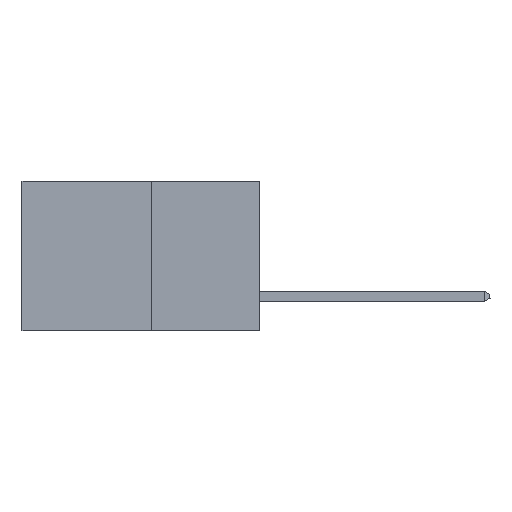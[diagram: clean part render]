
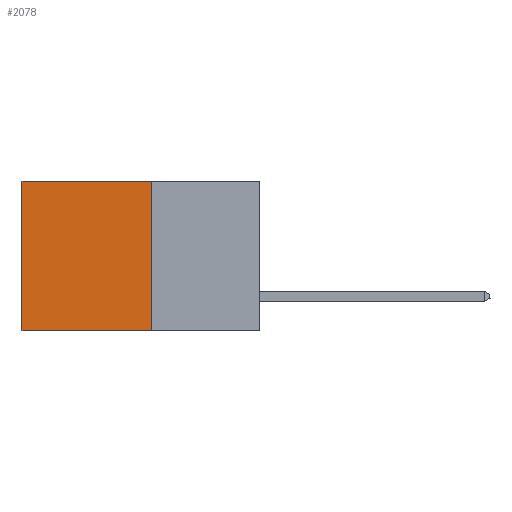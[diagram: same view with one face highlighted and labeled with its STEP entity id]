
A CAD part, left-side view. The second image highlights one B-rep face of the part: STEP entity #2078.
In plain terms, the highlighted planar face has unit normal (-1, 0, 0).
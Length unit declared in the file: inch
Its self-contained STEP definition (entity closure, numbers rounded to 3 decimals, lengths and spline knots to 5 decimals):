
#421 = DIRECTION ( 'NONE',  ( 0., 1., 0. ) ) ;
#657 = LINE ( 'NONE', #2674, #11877 ) ;
#929 = VECTOR ( 'NONE', #421, 39.37008 ) ;
#972 = CARTESIAN_POINT ( 'NONE',  ( 0.277, 0.59, 0. ) ) ;
#1432 = EDGE_CURVE ( 'NONE', #13683, #3646, #3970, .T. ) ;
#1488 = DIRECTION ( 'NONE',  ( 1., 0., 0. ) ) ;
#1573 = DIRECTION ( 'NONE',  ( 0., 0., -1. ) ) ;
#1644 = CARTESIAN_POINT ( 'NONE',  ( 0.277, 0.27, 0. ) ) ;
#2078 = ADVANCED_FACE ( 'NONE', ( #7076 ), #13951, .F. ) ;
#2674 = CARTESIAN_POINT ( 'NONE',  ( 0.277, 0.27, -0.37 ) ) ;
#2740 = EDGE_LOOP ( 'NONE', ( #3994, #4031, #4036, #4045 ) ) ;
#3646 = VERTEX_POINT ( 'NONE', #7727 ) ;
#3970 = LINE ( 'NONE', #10168, #929 ) ;
#3994 = ORIENTED_EDGE ( 'NONE', *, *, #11559, .T. ) ;
#4031 = ORIENTED_EDGE ( 'NONE', *, *, #1432, .F. ) ;
#4036 = ORIENTED_EDGE ( 'NONE', *, *, #12009, .F. ) ;
#4045 = ORIENTED_EDGE ( 'NONE', *, *, #6503, .T. ) ;
#5592 = DIRECTION ( 'NONE',  ( 0., 1., 0. ) ) ;
#6503 = EDGE_CURVE ( 'NONE', #8601, #12233, #13616, .T. ) ;
#7076 = FACE_OUTER_BOUND ( 'NONE', #2740, .T. ) ;
#7451 = CARTESIAN_POINT ( 'NONE',  ( 0.277, 0.59, -0.37 ) ) ;
#7727 = CARTESIAN_POINT ( 'NONE',  ( 0.277, 0.59, -0.37 ) ) ;
#8109 = VECTOR ( 'NONE', #5592, 39.37008 ) ;
#8601 = VERTEX_POINT ( 'NONE', #12463 ) ;
#9180 = DIRECTION ( 'NONE',  ( 0., 0., -1. ) ) ;
#9446 = LINE ( 'NONE', #7451, #12230 ) ;
#9990 = AXIS2_PLACEMENT_3D ( 'NONE', #10820, #1488, #1573 ) ;
#10168 = CARTESIAN_POINT ( 'NONE',  ( 0.277, 0.27, -0.37 ) ) ;
#10820 = CARTESIAN_POINT ( 'NONE',  ( 0.277, 0.27, -0.37 ) ) ;
#11559 = EDGE_CURVE ( 'NONE', #12233, #3646, #9446, .T. ) ;
#11877 = VECTOR ( 'NONE', #9180, 39.37008 ) ;
#12009 = EDGE_CURVE ( 'NONE', #8601, #13683, #657, .T. ) ;
#12175 = CARTESIAN_POINT ( 'NONE',  ( 0.277, 0.27, -0.37 ) ) ;
#12230 = VECTOR ( 'NONE', #12627, 39.37008 ) ;
#12233 = VERTEX_POINT ( 'NONE', #972 ) ;
#12463 = CARTESIAN_POINT ( 'NONE',  ( 0.277, 0.27, 0. ) ) ;
#12627 = DIRECTION ( 'NONE',  ( 0., 0., -1. ) ) ;
#13616 = LINE ( 'NONE', #1644, #8109 ) ;
#13683 = VERTEX_POINT ( 'NONE', #12175 ) ;
#13951 = PLANE ( 'NONE',  #9990 ) ;
